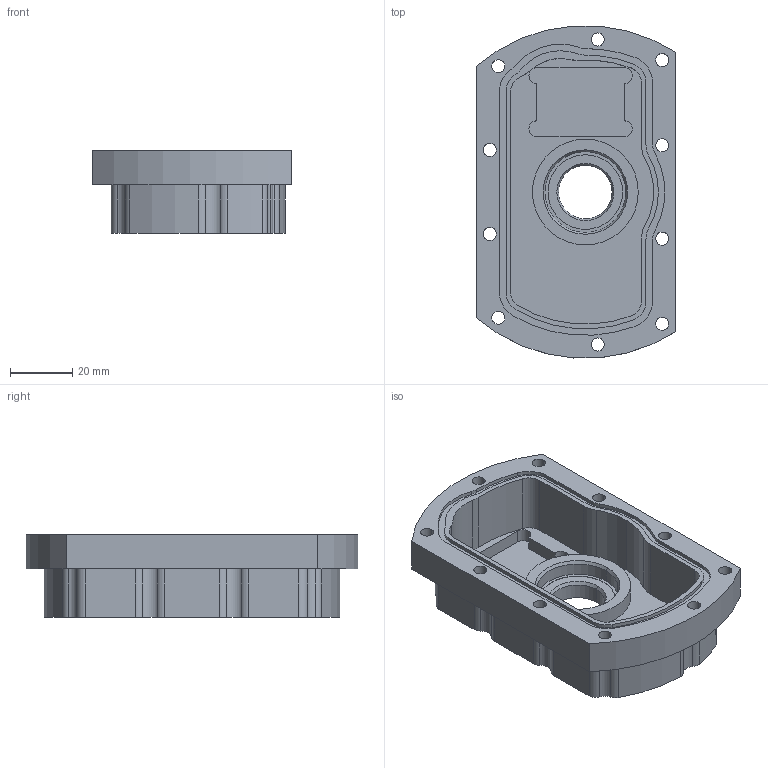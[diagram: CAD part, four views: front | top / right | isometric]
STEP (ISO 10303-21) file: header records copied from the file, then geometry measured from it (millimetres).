
FILE_DESCRIPTION (( 'STEP AP203' ), '1' );
FILE_NAME ('IP68-POD-CARTPIG.STEP', '2021-12-10T09:42:51', ( '' ), ( '' ), 'SwSTEP 2.0', 'SolidWorks 2016', '' );
FILE_SCHEMA (( 'CONFIG_CONTROL_DESIGN' ));
Length unit declared in the file: millimetre
Products named in the file (1): IP68-POD-CARTPIG
Bounding box: 64 x 106.74 x 26.6 mm (x, y, z)
Volume: 68952.5 mm3; surface area: 28230.6 mm2
Topology: 1 solids, 1 shells, 151 faces, 416 edges, 276 vertices
Faces by surface type: cylinder 116, plane 31, cone 4
Entity records: 5055 total; most frequent: DIRECTION 956, CARTESIAN_POINT 844, ORIENTED_EDGE 832, EDGE_CURVE 416, AXIS2_PLACEMENT_3D 388, VERTEX_POINT 276, CIRCLE 236, EDGE_LOOP 182
